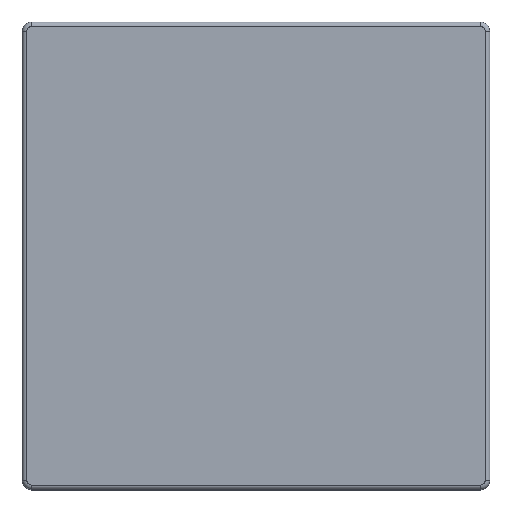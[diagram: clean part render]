
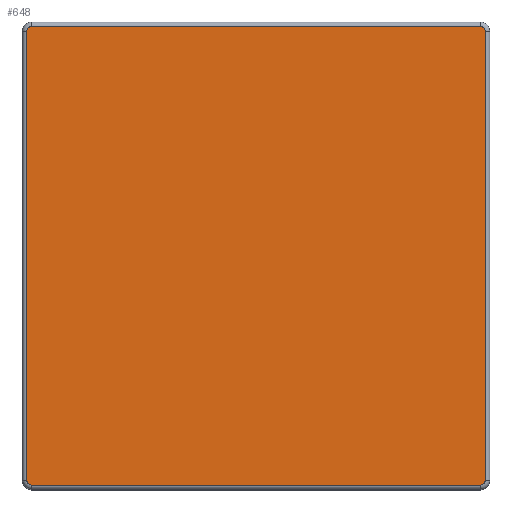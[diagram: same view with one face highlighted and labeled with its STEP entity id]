
A CAD part, top view. The second image highlights one B-rep face of the part: STEP entity #648.
In plain terms, the highlighted planar face has unit normal (0, 0, 1).
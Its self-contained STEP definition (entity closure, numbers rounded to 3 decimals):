
#30=DIRECTION('',(1.,0.,0.));
#80=VECTOR('',#81,1.);
#81=DIRECTION('',(0.,-1.,0.));
#96=VECTOR('',#97,1.);
#97=DIRECTION('',(-1.,0.,0.));
#111=VECTOR('',#112,1.);
#112=DIRECTION('',(0.,1.,0.));
#126=VECTOR('',#30,1.);
#183=DIRECTION('',(0.,0.,-1.));
#184=DIRECTION('',(-1.,0.,0.));
#220=DIRECTION('',(0.,1.,0.));
#239=DIRECTION('',(1.,0.,0.));
#286=DIRECTION('',(-1.,0.,0.));
#303=DIRECTION('',(0.,-1.,0.));
#420=VERTEX_POINT('',#421);
#421=CARTESIAN_POINT('',(47.76,4.08,24.1));
#427=ORIENTED_EDGE('',*,*,#428,.T.);
#428=EDGE_CURVE('',#420,#429,#431,.T.);
#429=VERTEX_POINT('',#430);
#430=CARTESIAN_POINT('',(47.76,-44.72,24.1));
#431=LINE('',#421,#80);
#445=VERTEX_POINT('',#446);
#446=CARTESIAN_POINT('',(47.26,4.58,24.1));
#451=EDGE_CURVE('',#445,#420,#452,.T.);
#452=CIRCLE('',#453,0.5);
#453=AXIS2_PLACEMENT_3D('',#454,#183,#220);
#454=CARTESIAN_POINT('',(47.26,4.08,24.1));
#463=VERTEX_POINT('',#464);
#464=CARTESIAN_POINT('',(47.26,-45.22,24.1));
#470=EDGE_CURVE('',#429,#463,#471,.T.);
#471=CIRCLE('',#472,0.5);
#472=AXIS2_PLACEMENT_3D('',#473,#183,#239);
#473=CARTESIAN_POINT('',(47.26,-44.72,24.1));
#481=VERTEX_POINT('',#482);
#482=CARTESIAN_POINT('',(-1.54,4.58,24.1));
#486=ORIENTED_EDGE('',*,*,#487,.T.);
#487=EDGE_CURVE('',#481,#445,#488,.T.);
#488=LINE('',#482,#126);
#494=ORIENTED_EDGE('',*,*,#495,.T.);
#495=EDGE_CURVE('',#463,#496,#498,.T.);
#496=VERTEX_POINT('',#497);
#497=CARTESIAN_POINT('',(-1.54,-45.22,24.1));
#498=LINE('',#464,#96);
#512=VERTEX_POINT('',#513);
#513=CARTESIAN_POINT('',(-2.04,4.08,24.1));
#520=EDGE_CURVE('',#512,#481,#521,.T.);
#521=CIRCLE('',#522,0.5);
#522=AXIS2_PLACEMENT_3D('',#523,#183,#286);
#523=CARTESIAN_POINT('',(-1.54,4.08,24.1));
#532=VERTEX_POINT('',#533);
#533=CARTESIAN_POINT('',(-2.04,-44.72,24.1));
#540=EDGE_CURVE('',#496,#532,#541,.T.);
#541=CIRCLE('',#542,0.5);
#542=AXIS2_PLACEMENT_3D('',#543,#183,#303);
#543=CARTESIAN_POINT('',(-1.54,-44.72,24.1));
#549=ORIENTED_EDGE('',*,*,#550,.T.);
#550=EDGE_CURVE('',#532,#512,#551,.T.);
#551=LINE('',#533,#111);
#648=ADVANCED_FACE('',(#649),#655,.F.);
#649=FACE_BOUND('',#650,.F.);
#650=EDGE_LOOP('',(#486,#651,#427,#652,#494,#653,#549,#654));
#651=ORIENTED_EDGE('',*,*,#451,.T.);
#652=ORIENTED_EDGE('',*,*,#470,.T.);
#653=ORIENTED_EDGE('',*,*,#540,.T.);
#654=ORIENTED_EDGE('',*,*,#520,.T.);
#655=PLANE('',#656);
#656=AXIS2_PLACEMENT_3D('',#657,#183,#184);
#657=CARTESIAN_POINT('',(22.86,-20.32,24.1));
